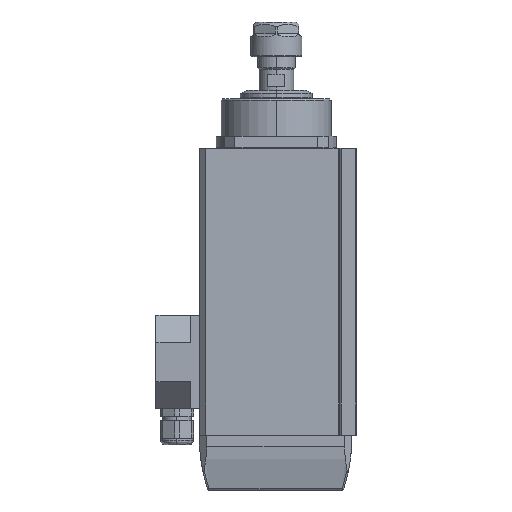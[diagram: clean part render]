
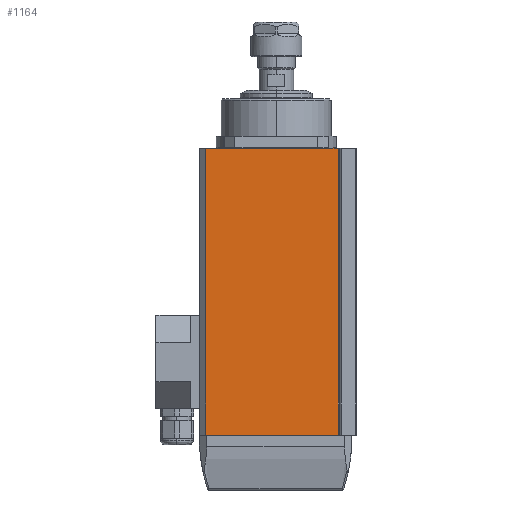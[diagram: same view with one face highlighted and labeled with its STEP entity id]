
A CAD part, left-side view. The second image highlights one B-rep face of the part: STEP entity #1164.
In plain terms, the highlighted planar face has unit normal (-1, 0, 0).
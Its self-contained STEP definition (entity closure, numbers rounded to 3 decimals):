
#302 = LINE ( 'NONE', #13768, #11623 ) ;
#1164 = ADVANCED_FACE ( 'NONE', ( #20951 ), #10835, .F. ) ;
#2179 = EDGE_CURVE ( 'NONE', #4664, #20629, #2408, .T. ) ;
#2408 = LINE ( 'NONE', #14318, #16413 ) ;
#2441 = DIRECTION ( 'NONE',  ( 0., 0., 1. ) ) ;
#2683 = CARTESIAN_POINT ( 'NONE',  ( -51., 47.5, 190.5 ) ) ;
#3709 = ORIENTED_EDGE ( 'NONE', *, *, #14603, .F. ) ;
#4001 = CARTESIAN_POINT ( 'NONE',  ( -51., -41., 0. ) ) ;
#4664 = VERTEX_POINT ( 'NONE', #8430 ) ;
#6039 = LINE ( 'NONE', #10082, #7311 ) ;
#7311 = VECTOR ( 'NONE', #17880, 1000. ) ;
#8430 = CARTESIAN_POINT ( 'NONE',  ( -51., 47., 0. ) ) ;
#8805 = CARTESIAN_POINT ( 'NONE',  ( -51., 47., 190.5 ) ) ;
#9168 = VECTOR ( 'NONE', #18477, 1000. ) ;
#9511 = EDGE_CURVE ( 'NONE', #20629, #18982, #302, .T. ) ;
#10082 = CARTESIAN_POINT ( 'NONE',  ( -51., 47.5, 0. ) ) ;
#10835 = PLANE ( 'NONE',  #20464 ) ;
#11623 = VECTOR ( 'NONE', #15644, 1000. ) ;
#11823 = EDGE_CURVE ( 'NONE', #4664, #16659, #6039, .T. ) ;
#13768 = CARTESIAN_POINT ( 'NONE',  ( -51., -41., 190.5 ) ) ;
#14318 = CARTESIAN_POINT ( 'NONE',  ( -51., 47., 190.5 ) ) ;
#14603 = EDGE_CURVE ( 'NONE', #18982, #16659, #24996, .T. ) ;
#15035 = ORIENTED_EDGE ( 'NONE', *, *, #9511, .F. ) ;
#15644 = DIRECTION ( 'NONE',  ( 0., -1., 0. ) ) ;
#16413 = VECTOR ( 'NONE', #2441, 1000. ) ;
#16610 = DIRECTION ( 'NONE',  ( 1., 0., 0. ) ) ;
#16659 = VERTEX_POINT ( 'NONE', #4001 ) ;
#17880 = DIRECTION ( 'NONE',  ( 0., -1., 0. ) ) ;
#18342 = ORIENTED_EDGE ( 'NONE', *, *, #11823, .T. ) ;
#18477 = DIRECTION ( 'NONE',  ( 0., 0., -1. ) ) ;
#18553 = CARTESIAN_POINT ( 'NONE',  ( -51., -41., 190.5 ) ) ;
#18603 = DIRECTION ( 'NONE',  ( 0., 0., -1. ) ) ;
#18982 = VERTEX_POINT ( 'NONE', #20644 ) ;
#19328 = ORIENTED_EDGE ( 'NONE', *, *, #2179, .F. ) ;
#20464 = AXIS2_PLACEMENT_3D ( 'NONE', #2683, #16610, #18603 ) ;
#20474 = EDGE_LOOP ( 'NONE', ( #3709, #15035, #19328, #18342 ) ) ;
#20629 = VERTEX_POINT ( 'NONE', #8805 ) ;
#20644 = CARTESIAN_POINT ( 'NONE',  ( -51., -41., 190.5 ) ) ;
#20951 = FACE_OUTER_BOUND ( 'NONE', #20474, .T. ) ;
#24996 = LINE ( 'NONE', #18553, #9168 ) ;
